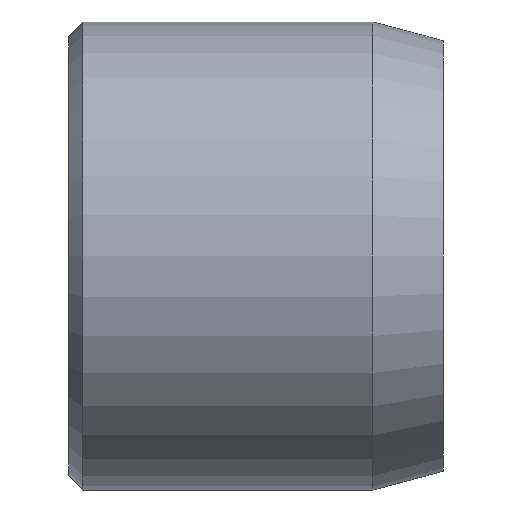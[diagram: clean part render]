
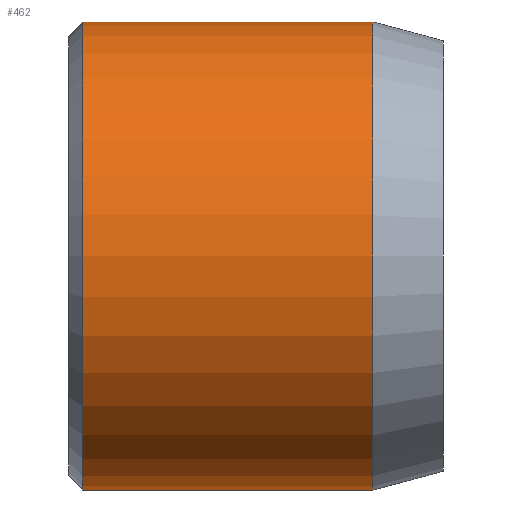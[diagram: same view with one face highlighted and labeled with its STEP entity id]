
A CAD part, front view. The second image highlights one B-rep face of the part: STEP entity #462.
In plain terms, the highlighted cylindrical face has radius 5 mm (diameter 10 mm), a partial arc.
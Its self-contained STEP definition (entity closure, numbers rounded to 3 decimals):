
#35 = ORIENTED_EDGE ( 'NONE', *, *, #494, .T. ) ;
#47 = CARTESIAN_POINT ( 'NONE',  ( 0.3, 0., 0. ) ) ;
#63 = EDGE_CURVE ( 'NONE', #358, #234, #336, .T. ) ;
#65 = VERTEX_POINT ( 'NONE', #230 ) ;
#91 = CARTESIAN_POINT ( 'NONE',  ( 0., 0., 5. ) ) ;
#104 = CYLINDRICAL_SURFACE ( 'NONE', #286, 5. ) ;
#122 = EDGE_LOOP ( 'NONE', ( #466, #505, #301, #35 ) ) ;
#163 = AXIS2_PLACEMENT_3D ( 'NONE', #215, #267, #272 ) ;
#184 = FACE_OUTER_BOUND ( 'NONE', #122, .T. ) ;
#190 = DIRECTION ( 'NONE',  ( -1., 0., 0. ) ) ;
#215 = CARTESIAN_POINT ( 'NONE',  ( 6.5, 0., 0. ) ) ;
#218 = DIRECTION ( 'NONE',  ( -1., 0., 0. ) ) ;
#220 = CARTESIAN_POINT ( 'NONE',  ( 6.5, 0., 5. ) ) ;
#230 = CARTESIAN_POINT ( 'NONE',  ( 6.5, 0., -5. ) ) ;
#234 = VERTEX_POINT ( 'NONE', #478 ) ;
#267 = DIRECTION ( 'NONE',  ( -1., 0., 0. ) ) ;
#272 = DIRECTION ( 'NONE',  ( 0., 0., 1. ) ) ;
#286 = AXIS2_PLACEMENT_3D ( 'NONE', #346, #482, #446 ) ;
#301 = ORIENTED_EDGE ( 'NONE', *, *, #63, .T. ) ;
#313 = AXIS2_PLACEMENT_3D ( 'NONE', #47, #381, #502 ) ;
#314 = CIRCLE ( 'NONE', #313, 5. ) ;
#319 = VECTOR ( 'NONE', #218, 1000. ) ;
#323 = EDGE_CURVE ( 'NONE', #65, #342, #425, .T. ) ;
#336 = LINE ( 'NONE', #91, #340 ) ;
#340 = VECTOR ( 'NONE', #190, 1000. ) ;
#342 = VERTEX_POINT ( 'NONE', #435 ) ;
#346 = CARTESIAN_POINT ( 'NONE',  ( 0., 0., 0. ) ) ;
#351 = EDGE_CURVE ( 'NONE', #65, #358, #366, .T. ) ;
#358 = VERTEX_POINT ( 'NONE', #220 ) ;
#366 = CIRCLE ( 'NONE', #163, 5. ) ;
#381 = DIRECTION ( 'NONE',  ( 1., 0., 0. ) ) ;
#425 = LINE ( 'NONE', #432, #319 ) ;
#432 = CARTESIAN_POINT ( 'NONE',  ( 0., 0., -5. ) ) ;
#435 = CARTESIAN_POINT ( 'NONE',  ( 0.3, 0., -5. ) ) ;
#446 = DIRECTION ( 'NONE',  ( 0., 0., 1. ) ) ;
#462 = ADVANCED_FACE ( 'NONE', ( #184 ), #104, .T. ) ;
#466 = ORIENTED_EDGE ( 'NONE', *, *, #323, .F. ) ;
#478 = CARTESIAN_POINT ( 'NONE',  ( 0.3, 0., 5. ) ) ;
#482 = DIRECTION ( 'NONE',  ( -1., 0., 0. ) ) ;
#494 = EDGE_CURVE ( 'NONE', #234, #342, #314, .T. ) ;
#502 = DIRECTION ( 'NONE',  ( 0., 0., -1. ) ) ;
#505 = ORIENTED_EDGE ( 'NONE', *, *, #351, .T. ) ;
